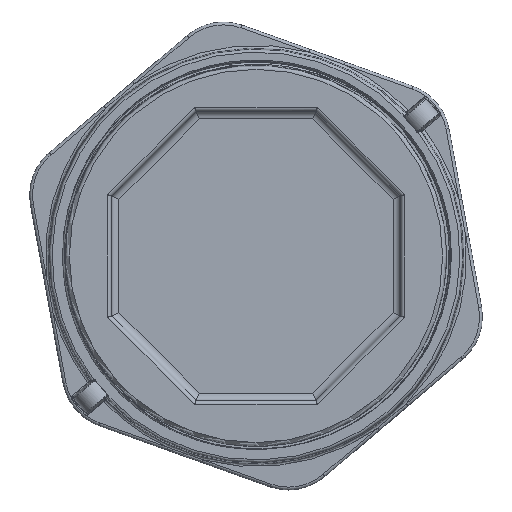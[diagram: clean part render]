
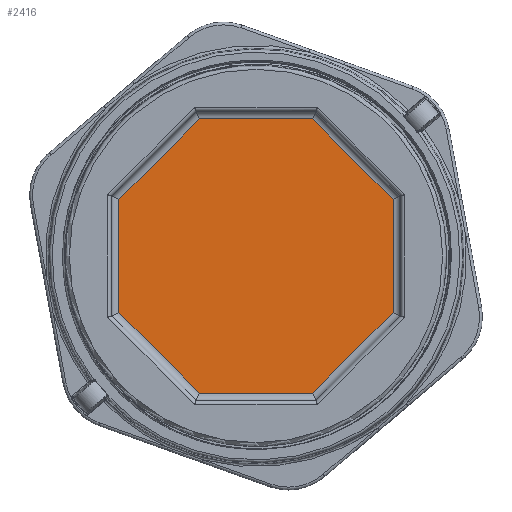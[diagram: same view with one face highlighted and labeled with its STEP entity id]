
A CAD part, front view. The second image highlights one B-rep face of the part: STEP entity #2416.
In plain terms, the highlighted planar face has unit normal (0, -1, 0).
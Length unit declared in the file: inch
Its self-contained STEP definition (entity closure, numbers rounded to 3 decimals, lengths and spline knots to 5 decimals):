
#363=FACE_OUTER_BOUND($,#539,.T.);
#539=EDGE_LOOP($,(#1694,#1695,#1696,#1697,#1698,#1699,#1700,#1701));
#703=LINE($,#8395,#813);
#705=LINE($,#8401,#815);
#707=LINE($,#8407,#817);
#709=LINE($,#8413,#819);
#711=LINE($,#8419,#821);
#713=LINE($,#8425,#823);
#715=LINE($,#8431,#825);
#717=LINE($,#8435,#827);
#813=VECTOR($,#2898,1.20122);
#815=VECTOR($,#2904,1.20122);
#817=VECTOR($,#2910,1.20122);
#819=VECTOR($,#2916,1.20122);
#821=VECTOR($,#2922,1.20122);
#823=VECTOR($,#2928,1.20122);
#825=VECTOR($,#2934,1.20122);
#827=VECTOR($,#2940,1.20122);
#1030=VERTEX_POINT($,#8392);
#1031=VERTEX_POINT($,#8394);
#1033=VERTEX_POINT($,#8400);
#1035=VERTEX_POINT($,#8406);
#1037=VERTEX_POINT($,#8412);
#1039=VERTEX_POINT($,#8418);
#1041=VERTEX_POINT($,#8424);
#1043=VERTEX_POINT($,#8430);
#1260=EDGE_CURVE($,#1030,#1031,#703,.T.);
#1263=EDGE_CURVE($,#1031,#1033,#705,.T.);
#1266=EDGE_CURVE($,#1033,#1035,#707,.T.);
#1269=EDGE_CURVE($,#1035,#1037,#709,.T.);
#1272=EDGE_CURVE($,#1037,#1039,#711,.T.);
#1275=EDGE_CURVE($,#1039,#1041,#713,.T.);
#1278=EDGE_CURVE($,#1041,#1043,#715,.T.);
#1281=EDGE_CURVE($,#1043,#1030,#717,.T.);
#1694=ORIENTED_EDGE($,*,*,#1260,.F.);
#1695=ORIENTED_EDGE($,*,*,#1281,.F.);
#1696=ORIENTED_EDGE($,*,*,#1278,.F.);
#1697=ORIENTED_EDGE($,*,*,#1275,.F.);
#1698=ORIENTED_EDGE($,*,*,#1272,.F.);
#1699=ORIENTED_EDGE($,*,*,#1269,.F.);
#1700=ORIENTED_EDGE($,*,*,#1266,.F.);
#1701=ORIENTED_EDGE($,*,*,#1263,.F.);
#2365=PLANE($,#2608);
#2416=ADVANCED_FACE($,(#363),#2365,.F.);
#2608=AXIS2_PLACEMENT_3D($,#8454,#2958,#2959);
#2898=DIRECTION($,(-0.707,0.,-0.707));
#2904=DIRECTION($,(-1.,0.,0.));
#2910=DIRECTION($,(-0.707,0.,0.707));
#2916=DIRECTION($,(0.,0.,1.));
#2922=DIRECTION($,(0.707,0.,0.707));
#2928=DIRECTION($,(1.,0.,0.));
#2934=DIRECTION($,(0.707,0.,-0.707));
#2940=DIRECTION($,(0.,0.,-1.));
#2958=DIRECTION('center_axis',(0.,1.,0.));
#2959=DIRECTION('ref_axis',(0.,0.,1.));
#8392=CARTESIAN_POINT('',(1.45,0.39,-0.60061));
#8394=CARTESIAN_POINT('',(0.60061,0.39,-1.45));
#8395=CARTESIAN_POINT($,(1.45,0.39,-0.60061));
#8400=CARTESIAN_POINT('',(-0.60061,0.39,-1.45));
#8401=CARTESIAN_POINT($,(0.60061,0.39,-1.45));
#8406=CARTESIAN_POINT('',(-1.45,0.39,-0.60061));
#8407=CARTESIAN_POINT($,(-0.60061,0.39,-1.45));
#8412=CARTESIAN_POINT('',(-1.45,0.39,0.60061));
#8413=CARTESIAN_POINT($,(-1.45,0.39,-0.60061));
#8418=CARTESIAN_POINT('',(-0.60061,0.39,1.45));
#8419=CARTESIAN_POINT($,(-1.45,0.39,0.60061));
#8424=CARTESIAN_POINT('',(0.60061,0.39,1.45));
#8425=CARTESIAN_POINT($,(-0.60061,0.39,1.45));
#8430=CARTESIAN_POINT('',(1.45,0.39,0.60061));
#8431=CARTESIAN_POINT($,(0.60061,0.39,1.45));
#8435=CARTESIAN_POINT($,(1.45,0.39,0.60061));
#8454=CARTESIAN_POINT('Origin',(0.,0.39,0.));
